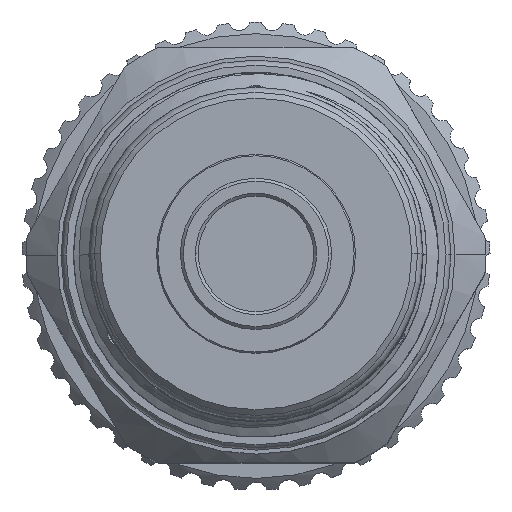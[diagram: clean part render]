
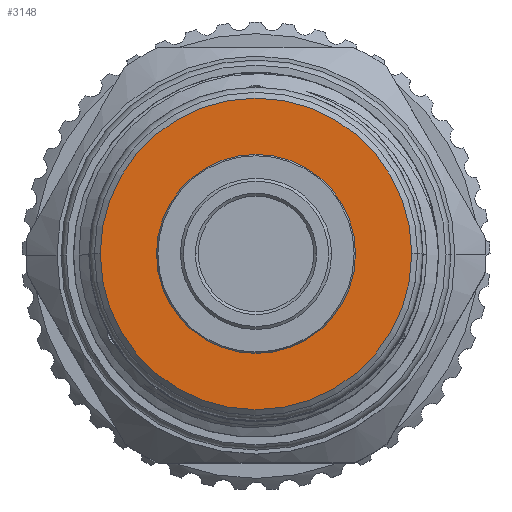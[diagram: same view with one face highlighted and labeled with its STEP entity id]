
A CAD part, top view. The second image highlights one B-rep face of the part: STEP entity #3148.
In plain terms, the highlighted planar face has unit normal (0, 0, 1).
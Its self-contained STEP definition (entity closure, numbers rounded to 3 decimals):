
#480 = DIRECTION ( 'NONE',  ( -1., 0., 0. ) ) ;
#555 = CARTESIAN_POINT ( 'NONE',  ( 6.847, 0., 25.41 ) ) ;
#1969 = CARTESIAN_POINT ( 'NONE',  ( -10.715, 0., 25.41 ) ) ;
#2727 = AXIS2_PLACEMENT_3D ( 'NONE', #19400, #21558, #8653 ) ;
#3148 = ADVANCED_FACE ( 'NONE', ( #7012, #9360 ), #5998, .F. ) ;
#3303 = AXIS2_PLACEMENT_3D ( 'NONE', #7608, #9693, #24742 ) ;
#3411 = EDGE_CURVE ( 'NONE', #25508, #13774, #7418, .T. ) ;
#3818 = EDGE_CURVE ( 'NONE', #27096, #22983, #6056, .T. ) ;
#4978 = CARTESIAN_POINT ( 'NONE',  ( -6.847, 0., 25.41 ) ) ;
#5998 = PLANE ( 'NONE',  #13722 ) ;
#6056 = CIRCLE ( 'NONE', #19172, 10.715 ) ;
#6173 = CARTESIAN_POINT ( 'NONE',  ( 10.715, 0., 25.41 ) ) ;
#6439 = CARTESIAN_POINT ( 'NONE',  ( 0., 0., 25.41 ) ) ;
#7012 = FACE_BOUND ( 'NONE', #27840, .T. ) ;
#7418 = CIRCLE ( 'NONE', #21422, 6.847 ) ;
#7608 = CARTESIAN_POINT ( 'NONE',  ( 0., 0., 25.41 ) ) ;
#8272 = EDGE_CURVE ( 'NONE', #13774, #25508, #18087, .T. ) ;
#8602 = DIRECTION ( 'NONE',  ( -1., 0., 0. ) ) ;
#8653 = DIRECTION ( 'NONE',  ( -1., 0., 0. ) ) ;
#9360 = FACE_OUTER_BOUND ( 'NONE', #23507, .T. ) ;
#9693 = DIRECTION ( 'NONE',  ( 0., 0., 1. ) ) ;
#12267 = ORIENTED_EDGE ( 'NONE', *, *, #3818, .T. ) ;
#12364 = CARTESIAN_POINT ( 'NONE',  ( 0., 0., 25.41 ) ) ;
#13484 = DIRECTION ( 'NONE',  ( 0., 0., 1. ) ) ;
#13722 = AXIS2_PLACEMENT_3D ( 'NONE', #12364, #27429, #16848 ) ;
#13774 = VERTEX_POINT ( 'NONE', #4978 ) ;
#15318 = ORIENTED_EDGE ( 'NONE', *, *, #3411, .F. ) ;
#16848 = DIRECTION ( 'NONE',  ( -1., 0., 0. ) ) ;
#18087 = CIRCLE ( 'NONE', #3303, 6.847 ) ;
#19007 = EDGE_CURVE ( 'NONE', #22983, #27096, #20709, .T. ) ;
#19172 = AXIS2_PLACEMENT_3D ( 'NONE', #6439, #21499, #8602 ) ;
#19400 = CARTESIAN_POINT ( 'NONE',  ( 0., 0., 25.41 ) ) ;
#20709 = CIRCLE ( 'NONE', #2727, 10.715 ) ;
#21411 = ORIENTED_EDGE ( 'NONE', *, *, #8272, .F. ) ;
#21422 = AXIS2_PLACEMENT_3D ( 'NONE', #26353, #13484, #480 ) ;
#21499 = DIRECTION ( 'NONE',  ( 0., 0., 1. ) ) ;
#21558 = DIRECTION ( 'NONE',  ( 0., 0., 1. ) ) ;
#22983 = VERTEX_POINT ( 'NONE', #6173 ) ;
#23507 = EDGE_LOOP ( 'NONE', ( #12267, #25651 ) ) ;
#24742 = DIRECTION ( 'NONE',  ( -1., 0., 0. ) ) ;
#25508 = VERTEX_POINT ( 'NONE', #555 ) ;
#25651 = ORIENTED_EDGE ( 'NONE', *, *, #19007, .T. ) ;
#26353 = CARTESIAN_POINT ( 'NONE',  ( 0., 0., 25.41 ) ) ;
#27096 = VERTEX_POINT ( 'NONE', #1969 ) ;
#27429 = DIRECTION ( 'NONE',  ( 0., 0., -1. ) ) ;
#27840 = EDGE_LOOP ( 'NONE', ( #21411, #15318 ) ) ;
